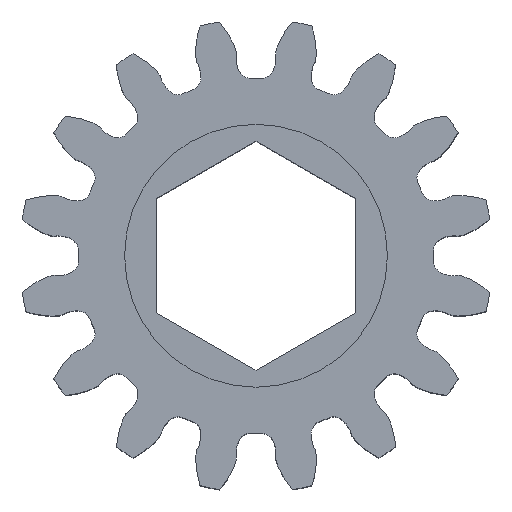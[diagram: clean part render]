
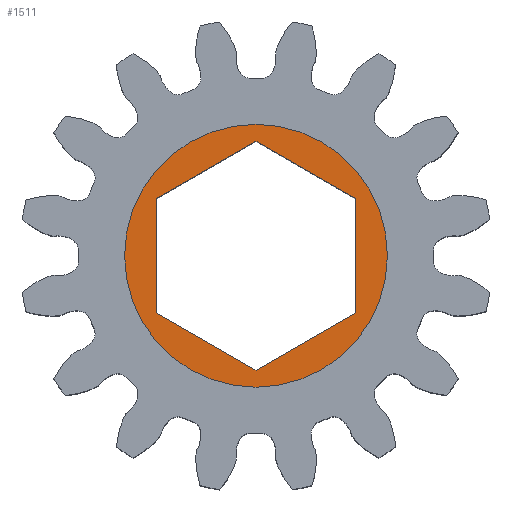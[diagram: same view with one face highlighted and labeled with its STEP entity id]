
A CAD part, top view. The second image highlights one B-rep face of the part: STEP entity #1511.
In plain terms, the highlighted planar face has unit normal (0, 0, 1).
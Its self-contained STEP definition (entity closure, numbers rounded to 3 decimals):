
#7 = LINE ( 'NONE', #5174, #3424 ) ;
#15 = VERTEX_POINT ( 'NONE', #216 ) ;
#58 = DIRECTION ( 'NONE',  ( 0., 1., 0. ) ) ;
#185 = VERTEX_POINT ( 'NONE', #2583 ) ;
#216 = CARTESIAN_POINT ( 'NONE',  ( 0., 6.35, 6.3 ) ) ;
#240 = VECTOR ( 'NONE', #1148, 1000. ) ;
#270 = DIRECTION ( 'NONE',  ( 0., 1., 0. ) ) ;
#374 = LINE ( 'NONE', #5774, #3572 ) ;
#460 = LINE ( 'NONE', #882, #240 ) ;
#487 = ORIENTED_EDGE ( 'NONE', *, *, #5975, .T. ) ;
#509 = CARTESIAN_POINT ( 'NONE',  ( 0., -6.35, 6.3 ) ) ;
#558 = VERTEX_POINT ( 'NONE', #2739 ) ;
#691 = FACE_BOUND ( 'NONE', #2204, .T. ) ;
#882 = CARTESIAN_POINT ( 'NONE',  ( 0., -5.529, 6.3 ) ) ;
#990 = DIRECTION ( 'NONE',  ( 0., 1., 0. ) ) ;
#1126 = CARTESIAN_POINT ( 'NONE',  ( 4.788, 2.764, 6.3 ) ) ;
#1148 = DIRECTION ( 'NONE',  ( -0.866, 0.5, 0. ) ) ;
#1179 = ORIENTED_EDGE ( 'NONE', *, *, #1797, .F. ) ;
#1216 = CIRCLE ( 'NONE', #1921, 6.35 ) ;
#1236 = CARTESIAN_POINT ( 'NONE',  ( 4.788, -2.764, 6.3 ) ) ;
#1375 = CARTESIAN_POINT ( 'NONE',  ( 0., 0., 6.3 ) ) ;
#1403 = ORIENTED_EDGE ( 'NONE', *, *, #5620, .F. ) ;
#1510 = DIRECTION ( 'NONE',  ( 0., 0., -1. ) ) ;
#1511 = ADVANCED_FACE ( 'NONE', ( #691, #1660 ), #3760, .F. ) ;
#1615 = CARTESIAN_POINT ( 'NONE',  ( 4.788, 2.764, 6.3 ) ) ;
#1622 = EDGE_LOOP ( 'NONE', ( #1179, #1403 ) ) ;
#1660 = FACE_OUTER_BOUND ( 'NONE', #1622, .T. ) ;
#1797 = EDGE_CURVE ( 'NONE', #15, #5317, #1216, .T. ) ;
#1921 = AXIS2_PLACEMENT_3D ( 'NONE', #4827, #1510, #58 ) ;
#1983 = CARTESIAN_POINT ( 'NONE',  ( -4.788, -2.764, 6.3 ) ) ;
#2002 = ORIENTED_EDGE ( 'NONE', *, *, #5856, .T. ) ;
#2152 = VECTOR ( 'NONE', #990, 1000. ) ;
#2204 = EDGE_LOOP ( 'NONE', ( #5145, #2002, #3978, #5657, #487, #4613 ) ) ;
#2420 = DIRECTION ( 'NONE',  ( 0.866, -0.5, 0. ) ) ;
#2475 = CARTESIAN_POINT ( 'NONE',  ( -4.788, -2.764, 6.3 ) ) ;
#2583 = CARTESIAN_POINT ( 'NONE',  ( 0., -5.529, 6.3 ) ) ;
#2609 = CARTESIAN_POINT ( 'NONE',  ( -4.788, 2.764, 6.3 ) ) ;
#2737 = DIRECTION ( 'NONE',  ( 0., 0., -1. ) ) ;
#2739 = CARTESIAN_POINT ( 'NONE',  ( 0., 5.529, 6.3 ) ) ;
#2978 = VERTEX_POINT ( 'NONE', #2609 ) ;
#2982 = VECTOR ( 'NONE', #4901, 1000. ) ;
#3424 = VECTOR ( 'NONE', #4735, 1000. ) ;
#3572 = VECTOR ( 'NONE', #5375, 1000. ) ;
#3583 = VERTEX_POINT ( 'NONE', #1615 ) ;
#3639 = DIRECTION ( 'NONE',  ( 0., 0., -1. ) ) ;
#3721 = VERTEX_POINT ( 'NONE', #2475 ) ;
#3760 = PLANE ( 'NONE',  #5744 ) ;
#3978 = ORIENTED_EDGE ( 'NONE', *, *, #4297, .T. ) ;
#4170 = LINE ( 'NONE', #4399, #4840 ) ;
#4297 = EDGE_CURVE ( 'NONE', #558, #3583, #4170, .T. ) ;
#4399 = CARTESIAN_POINT ( 'NONE',  ( 0., 5.529, 6.3 ) ) ;
#4443 = VERTEX_POINT ( 'NONE', #1236 ) ;
#4613 = ORIENTED_EDGE ( 'NONE', *, *, #4896, .T. ) ;
#4735 = DIRECTION ( 'NONE',  ( 0.866, 0.5, 0. ) ) ;
#4813 = EDGE_CURVE ( 'NONE', #3583, #4443, #5506, .T. ) ;
#4827 = CARTESIAN_POINT ( 'NONE',  ( 0., 0., 6.3 ) ) ;
#4840 = VECTOR ( 'NONE', #2420, 1000. ) ;
#4896 = EDGE_CURVE ( 'NONE', #185, #3721, #460, .T. ) ;
#4901 = DIRECTION ( 'NONE',  ( 0., -1., 0. ) ) ;
#5004 = CARTESIAN_POINT ( 'NONE',  ( 0., 0., 6.3 ) ) ;
#5145 = ORIENTED_EDGE ( 'NONE', *, *, #5334, .T. ) ;
#5174 = CARTESIAN_POINT ( 'NONE',  ( -4.788, 2.764, 6.3 ) ) ;
#5317 = VERTEX_POINT ( 'NONE', #509 ) ;
#5334 = EDGE_CURVE ( 'NONE', #3721, #2978, #5651, .T. ) ;
#5375 = DIRECTION ( 'NONE',  ( -0.866, -0.5, 0. ) ) ;
#5506 = LINE ( 'NONE', #1126, #2982 ) ;
#5620 = EDGE_CURVE ( 'NONE', #5317, #15, #5949, .T. ) ;
#5651 = LINE ( 'NONE', #1983, #2152 ) ;
#5657 = ORIENTED_EDGE ( 'NONE', *, *, #4813, .T. ) ;
#5744 = AXIS2_PLACEMENT_3D ( 'NONE', #1375, #2737, #6144 ) ;
#5774 = CARTESIAN_POINT ( 'NONE',  ( 4.788, -2.764, 6.3 ) ) ;
#5856 = EDGE_CURVE ( 'NONE', #2978, #558, #7, .T. ) ;
#5946 = AXIS2_PLACEMENT_3D ( 'NONE', #5004, #3639, #270 ) ;
#5949 = CIRCLE ( 'NONE', #5946, 6.35 ) ;
#5975 = EDGE_CURVE ( 'NONE', #4443, #185, #374, .T. ) ;
#6144 = DIRECTION ( 'NONE',  ( 0., 1., 0. ) ) ;
